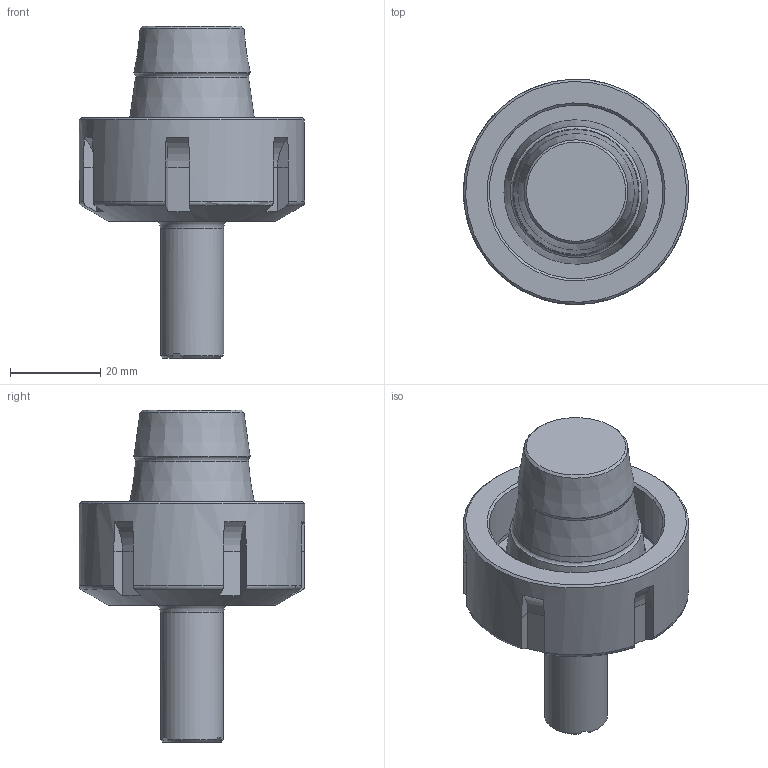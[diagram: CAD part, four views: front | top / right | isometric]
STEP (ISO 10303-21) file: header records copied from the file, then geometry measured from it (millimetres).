
FILE_DESCRIPTION(/* description */ (''),/* implementation_level */ '2;1');
FILE_NAME(/* name */ '335.14-ER32-14-035.stp',/* time_stamp */ '2018-02-26T11:08:40+06:00',/* author */ (''),/* organization */ (''),/* preprocessor_version */ 'ST-DEVELOPER v16',/* originating_system */ 'SIEMENS PLM Software NX 11.0',/* authorisation */ '');
FILE_SCHEMA (('AUTOMOTIVE_DESIGN { 1 0 10303 214 3 1 1 1 }'));
Length unit declared in the file: millimetre
Products named in the file (1): 335.14-ER32-14-035
Bounding box: 49.97 x 49.99 x 73.65 mm (x, y, z)
Volume: 49932.9 mm3; surface area: 16860.3 mm2
Topology: 3 solids, 3 shells, 100 faces, 245 edges, 158 vertices
Faces by surface type: plane 42, cone 26, cylinder 17, torus 9, bspline 6
Full cylindrical faces by diameter (mm): 14 x1, 27 x1, 29.2 x1, 32 x2, 34 x1, 38.5 x1, 40.5 x1, 50 x1
Entity records: 3651 total; most frequent: CARTESIAN_POINT 1543, ORIENTED_EDGE 432, DIRECTION 382, EDGE_CURVE 216, AXIS2_PLACEMENT_3D 161, VERTEX_POINT 152, EDGE_LOOP 132, ADVANCED_FACE 100
